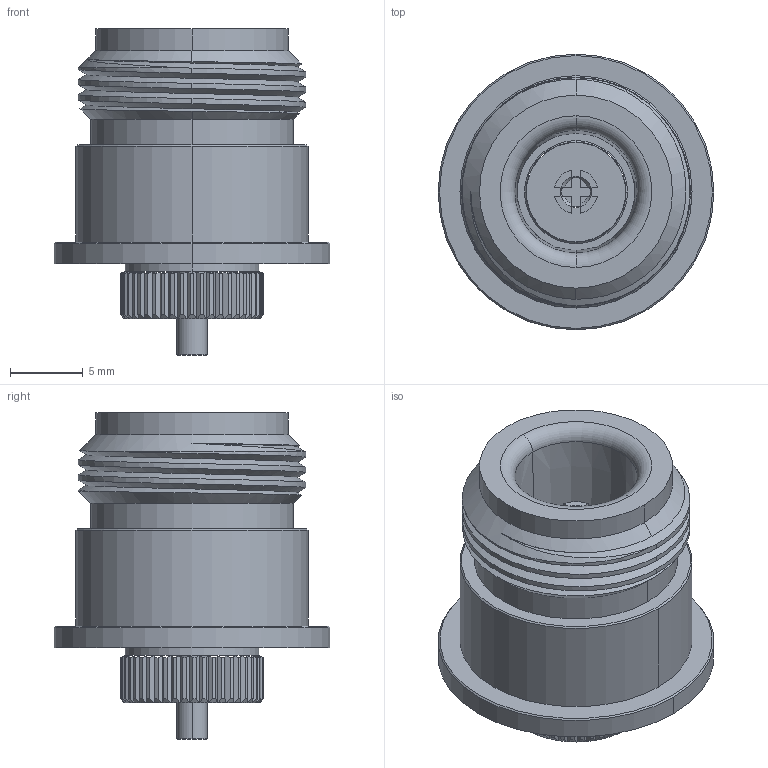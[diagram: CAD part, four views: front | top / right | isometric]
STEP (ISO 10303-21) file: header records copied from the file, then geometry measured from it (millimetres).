
FILE_DESCRIPTION (( 'STEP AP214' ), '1' );
FILE_NAME ('25-073-Q3.STEP', '2025-02-27T10:12:29', ( '' ), ( '' ), 'SwSTEP 2.0', 'SolidWorks 2024', '' );
FILE_SCHEMA (( 'AUTOMOTIVE_DESIGN' ));
Length unit declared in the file: millimetre
Products named in the file (1): 25-073-Q3
Bounding box: 19 x 19 x 22.5 mm (x, y, z)
Surface area: 1967.6 mm2 (no closed solid volume)
Topology: 0 solids, 8 shells, 246 faces, 718 edges, 479 vertices
Faces by surface type: plane 109, cylinder 70, cone 63, torus 2, bspline 2
Entity records: 8943 total; most frequent: CARTESIAN_POINT 2837, ORIENTED_EDGE 1249, DIRECTION 1193, EDGE_CURVE 718, VERTEX_POINT 479, AXIS2_PLACEMENT_3D 447, LINE 299, VECTOR 299
